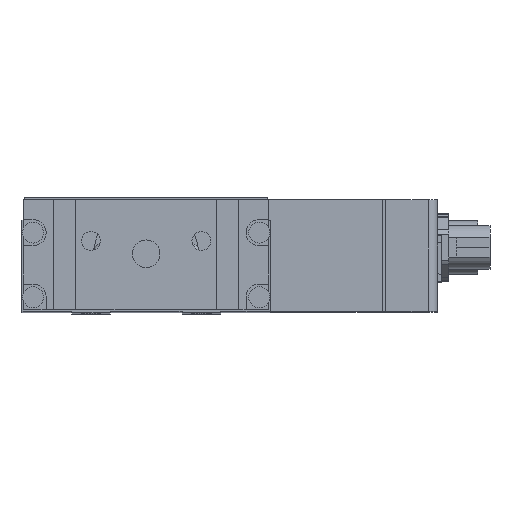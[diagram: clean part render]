
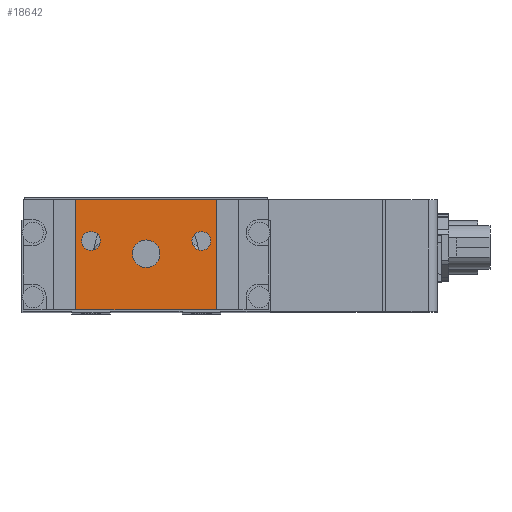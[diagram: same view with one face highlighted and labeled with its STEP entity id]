
A CAD part, top view. The second image highlights one B-rep face of the part: STEP entity #18642.
In plain terms, the highlighted planar face has unit normal (0, 0, 1).
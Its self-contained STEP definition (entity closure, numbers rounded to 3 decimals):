
#305 = CARTESIAN_POINT ( 'NONE',  ( 11.7, 2.33, 163.95 ) ) ;
#355 = CARTESIAN_POINT ( 'NONE',  ( 0., 0., 163.95 ) ) ;
#604 = DIRECTION ( 'NONE',  ( 0., 0., 1. ) ) ;
#653 = VERTEX_POINT ( 'NONE', #21553 ) ;
#767 = VECTOR ( 'NONE', #16390, 1000. ) ;
#1127 = DIRECTION ( 'NONE',  ( 0., 1., 0. ) ) ;
#1799 = EDGE_LOOP ( 'NONE', ( #9403, #13227 ) ) ;
#2211 = CARTESIAN_POINT ( 'NONE',  ( -12.75, 9.83, 163.95 ) ) ;
#2349 = DIRECTION ( 'NONE',  ( 0., 0., 1. ) ) ;
#2497 = VERTEX_POINT ( 'NONE', #305 ) ;
#2510 = VERTEX_POINT ( 'NONE', #5547 ) ;
#2712 = DIRECTION ( 'NONE',  ( 1., 0., 0. ) ) ;
#2785 = EDGE_CURVE ( 'NONE', #2497, #18911, #20173, .T. ) ;
#2850 = CARTESIAN_POINT ( 'NONE',  ( 8.3, 2.33, 163.95 ) ) ;
#2963 = VERTEX_POINT ( 'NONE', #22502 ) ;
#3618 = VERTEX_POINT ( 'NONE', #6599 ) ;
#4140 = DIRECTION ( 'NONE',  ( 1., 0., 0. ) ) ;
#4204 = CARTESIAN_POINT ( 'NONE',  ( -10., 2.33, 163.95 ) ) ;
#4315 = LINE ( 'NONE', #11390, #13704 ) ;
#4388 = CARTESIAN_POINT ( 'NONE',  ( 0., 0., 163.95 ) ) ;
#4405 = CARTESIAN_POINT ( 'NONE',  ( 0., 0., 163.95 ) ) ;
#4636 = CIRCLE ( 'NONE', #17731, 2.5 ) ;
#4689 = EDGE_LOOP ( 'NONE', ( #7479, #14635 ) ) ;
#4724 = ORIENTED_EDGE ( 'NONE', *, *, #15278, .F. ) ;
#4730 = CARTESIAN_POINT ( 'NONE',  ( 10., 2.33, 163.95 ) ) ;
#4866 = LINE ( 'NONE', #11594, #16517 ) ;
#5148 = FACE_BOUND ( 'NONE', #1799, .T. ) ;
#5547 = CARTESIAN_POINT ( 'NONE',  ( -12.75, -10.17, 163.95 ) ) ;
#6151 = DIRECTION ( 'NONE',  ( 0., 0., 1. ) ) ;
#6470 = EDGE_LOOP ( 'NONE', ( #19043, #11519, #4724, #17931 ) ) ;
#6599 = CARTESIAN_POINT ( 'NONE',  ( -2.5, 0., 163.95 ) ) ;
#6870 = DIRECTION ( 'NONE',  ( 0., 0., 1. ) ) ;
#7054 = CARTESIAN_POINT ( 'NONE',  ( -8.3, 2.33, 163.95 ) ) ;
#7203 = FACE_BOUND ( 'NONE', #19061, .T. ) ;
#7276 = DIRECTION ( 'NONE',  ( 0., 0., 1. ) ) ;
#7315 = CIRCLE ( 'NONE', #20054, 1.7 ) ;
#7479 = ORIENTED_EDGE ( 'NONE', *, *, #8532, .F. ) ;
#7504 = ORIENTED_EDGE ( 'NONE', *, *, #12617, .F. ) ;
#7600 = VECTOR ( 'NONE', #4140, 1000. ) ;
#7905 = EDGE_CURVE ( 'NONE', #2510, #13415, #20224, .T. ) ;
#8532 = EDGE_CURVE ( 'NONE', #2963, #20449, #20167, .T. ) ;
#8683 = FACE_OUTER_BOUND ( 'NONE', #6470, .T. ) ;
#8756 = AXIS2_PLACEMENT_3D ( 'NONE', #14020, #7276, #16042 ) ;
#9185 = AXIS2_PLACEMENT_3D ( 'NONE', #4388, #2349, #11233 ) ;
#9403 = ORIENTED_EDGE ( 'NONE', *, *, #20454, .F. ) ;
#9674 = CARTESIAN_POINT ( 'NONE',  ( 12.75, 9.83, 163.95 ) ) ;
#10239 = EDGE_CURVE ( 'NONE', #20536, #19384, #4866, .T. ) ;
#10340 = AXIS2_PLACEMENT_3D ( 'NONE', #4204, #6151, #11166 ) ;
#10354 = AXIS2_PLACEMENT_3D ( 'NONE', #4730, #11683, #15342 ) ;
#11166 = DIRECTION ( 'NONE',  ( 1., 0., 0. ) ) ;
#11233 = DIRECTION ( 'NONE',  ( 1., 0., 0. ) ) ;
#11390 = CARTESIAN_POINT ( 'NONE',  ( -12.75, 9.83, 163.95 ) ) ;
#11519 = ORIENTED_EDGE ( 'NONE', *, *, #10239, .T. ) ;
#11594 = CARTESIAN_POINT ( 'NONE',  ( -22.25, 9.83, 163.95 ) ) ;
#11683 = DIRECTION ( 'NONE',  ( 0., 0., 1. ) ) ;
#11896 = EDGE_CURVE ( 'NONE', #13415, #20536, #14920, .T. ) ;
#12038 = DIRECTION ( 'NONE',  ( 1., 0., 0. ) ) ;
#12617 = EDGE_CURVE ( 'NONE', #653, #3618, #19367, .T. ) ;
#13227 = ORIENTED_EDGE ( 'NONE', *, *, #2785, .F. ) ;
#13415 = VERTEX_POINT ( 'NONE', #15872 ) ;
#13704 = VECTOR ( 'NONE', #1127, 1000. ) ;
#13879 = CARTESIAN_POINT ( 'NONE',  ( -10., 2.33, 163.95 ) ) ;
#14020 = CARTESIAN_POINT ( 'NONE',  ( 10., 2.33, 163.95 ) ) ;
#14527 = AXIS2_PLACEMENT_3D ( 'NONE', #355, #6870, #15748 ) ;
#14635 = ORIENTED_EDGE ( 'NONE', *, *, #20942, .F. ) ;
#14920 = LINE ( 'NONE', #9674, #767 ) ;
#15278 = EDGE_CURVE ( 'NONE', #2510, #19384, #4315, .T. ) ;
#15342 = DIRECTION ( 'NONE',  ( 1., 0., 0. ) ) ;
#15714 = CARTESIAN_POINT ( 'NONE',  ( 12.75, 9.83, 163.95 ) ) ;
#15748 = DIRECTION ( 'NONE',  ( 1., 0., 0. ) ) ;
#15872 = CARTESIAN_POINT ( 'NONE',  ( 12.75, -10.17, 163.95 ) ) ;
#16042 = DIRECTION ( 'NONE',  ( 1., 0., 0. ) ) ;
#16390 = DIRECTION ( 'NONE',  ( 0., 1., 0. ) ) ;
#16517 = VECTOR ( 'NONE', #18545, 1000. ) ;
#16675 = CARTESIAN_POINT ( 'NONE',  ( -22.25, -10.17, 163.95 ) ) ;
#16755 = CIRCLE ( 'NONE', #8756, 1.7 ) ;
#17332 = PLANE ( 'NONE',  #14527 ) ;
#17349 = ORIENTED_EDGE ( 'NONE', *, *, #17650, .F. ) ;
#17650 = EDGE_CURVE ( 'NONE', #3618, #653, #4636, .T. ) ;
#17731 = AXIS2_PLACEMENT_3D ( 'NONE', #4405, #18309, #2712 ) ;
#17931 = ORIENTED_EDGE ( 'NONE', *, *, #7905, .T. ) ;
#18309 = DIRECTION ( 'NONE',  ( 0., 0., 1. ) ) ;
#18545 = DIRECTION ( 'NONE',  ( -1., 0., 0. ) ) ;
#18642 = ADVANCED_FACE ( 'NONE', ( #5148, #8683, #19160, #7203 ), #17332, .T. ) ;
#18911 = VERTEX_POINT ( 'NONE', #2850 ) ;
#19043 = ORIENTED_EDGE ( 'NONE', *, *, #11896, .T. ) ;
#19061 = EDGE_LOOP ( 'NONE', ( #7504, #17349 ) ) ;
#19160 = FACE_BOUND ( 'NONE', #4689, .T. ) ;
#19367 = CIRCLE ( 'NONE', #9185, 2.5 ) ;
#19384 = VERTEX_POINT ( 'NONE', #2211 ) ;
#20054 = AXIS2_PLACEMENT_3D ( 'NONE', #13879, #604, #12038 ) ;
#20167 = CIRCLE ( 'NONE', #10340, 1.7 ) ;
#20173 = CIRCLE ( 'NONE', #10354, 1.7 ) ;
#20224 = LINE ( 'NONE', #16675, #7600 ) ;
#20449 = VERTEX_POINT ( 'NONE', #7054 ) ;
#20454 = EDGE_CURVE ( 'NONE', #18911, #2497, #16755, .T. ) ;
#20536 = VERTEX_POINT ( 'NONE', #15714 ) ;
#20942 = EDGE_CURVE ( 'NONE', #20449, #2963, #7315, .T. ) ;
#21553 = CARTESIAN_POINT ( 'NONE',  ( 2.5, 0., 163.95 ) ) ;
#22502 = CARTESIAN_POINT ( 'NONE',  ( -11.7, 2.33, 163.95 ) ) ;
